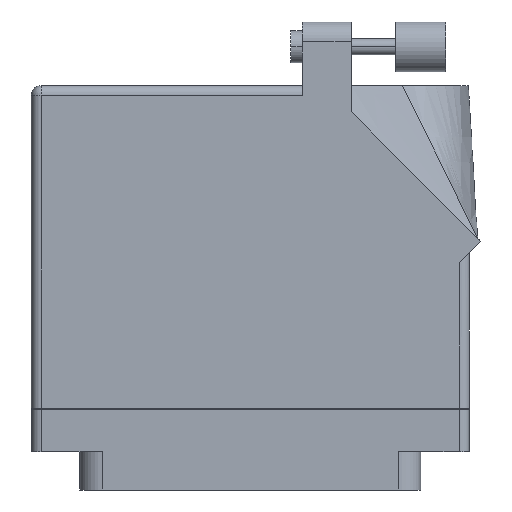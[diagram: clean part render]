
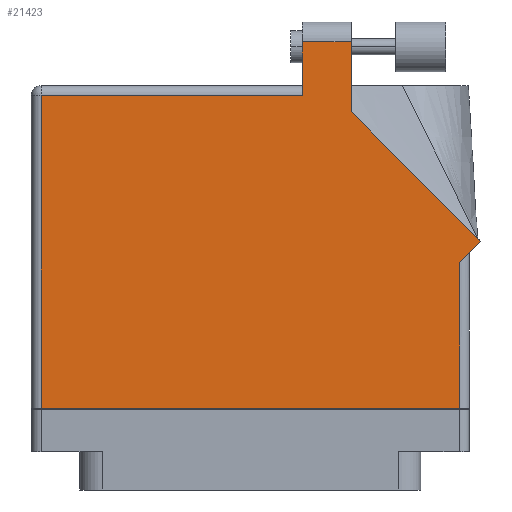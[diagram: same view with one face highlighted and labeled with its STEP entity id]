
A CAD part, front view. The second image highlights one B-rep face of the part: STEP entity #21423.
In plain terms, the highlighted face is planar.
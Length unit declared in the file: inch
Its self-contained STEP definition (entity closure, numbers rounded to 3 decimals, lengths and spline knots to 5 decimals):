
#1445 = LINE ( 'NONE', #70580, #72422 ) ;
#1885 = ORIENTED_EDGE ( 'NONE', *, *, #78356, .T. ) ;
#2263 = VERTEX_POINT ( 'NONE', #77869 ) ;
#3862 = ORIENTED_EDGE ( 'NONE', *, *, #16028, .T. ) ;
#4011 = DIRECTION ( 'NONE',  ( 1., 0., 0. ) ) ;
#5117 = LINE ( 'NONE', #35849, #23913 ) ;
#5772 = EDGE_CURVE ( 'NONE', #2263, #65586, #20413, .T. ) ;
#7462 = ORIENTED_EDGE ( 'NONE', *, *, #5772, .T. ) ;
#9303 = DIRECTION ( 'NONE',  ( 0., 1., 0. ) ) ;
#9571 = LINE ( 'NONE', #9614, #46041 ) ;
#9614 = CARTESIAN_POINT ( 'NONE',  ( -1.3155, -0.1, 0.765 ) ) ;
#9669 = AXIS2_PLACEMENT_3D ( 'NONE', #11617, #64974, #31717 ) ;
#9767 = ORIENTED_EDGE ( 'NONE', *, *, #64725, .T. ) ;
#11617 = CARTESIAN_POINT ( 'NONE',  ( -1.3775, 1.93, 0.765 ) ) ;
#12793 = CARTESIAN_POINT ( 'NONE',  ( 0.3275, 1.93, 0.765 ) ) ;
#14482 = LINE ( 'NONE', #70551, #48919 ) ;
#14932 = CARTESIAN_POINT ( 'NONE',  ( -1.3155, -0.1, 0.765 ) ) ;
#16028 = EDGE_CURVE ( 'NONE', #49212, #79906, #25079, .T. ) ;
#17099 = VERTEX_POINT ( 'NONE', #21122 ) ;
#17716 = CARTESIAN_POINT ( 'NONE',  ( 0.6345, 1.76442, 0.765 ) ) ;
#19453 = PLANE ( 'NONE',  #9669 ) ;
#20413 = LINE ( 'NONE', #85359, #42298 ) ;
#20701 = EDGE_LOOP ( 'NONE', ( #45998, #39297, #3862, #1885, #76734, #35379, #22547, #9767, #7462 ) ) ;
#21122 = CARTESIAN_POINT ( 'NONE',  ( 1.3155, -0.1, 0.765 ) ) ;
#21423 = ADVANCED_FACE ( 'NONE', ( #24298 ), #19453, .F. ) ;
#22547 = ORIENTED_EDGE ( 'NONE', *, *, #75284, .T. ) ;
#23315 = DIRECTION ( 'NONE',  ( -0.707, 0.707, 0. ) ) ;
#23491 = CARTESIAN_POINT ( 'NONE',  ( 1.3775, 0.88, 0.765 ) ) ;
#23913 = VECTOR ( 'NONE', #9303, 39.37008 ) ;
#24298 = FACE_OUTER_BOUND ( 'NONE', #20701, .T. ) ;
#25079 = LINE ( 'NONE', #12793, #58421 ) ;
#26559 = CARTESIAN_POINT ( 'NONE',  ( -1.3155, 1.868, 0.765 ) ) ;
#27042 = EDGE_CURVE ( 'NONE', #63165, #76595, #9571, .T. ) ;
#27182 = VERTEX_POINT ( 'NONE', #39842 ) ;
#29013 = EDGE_CURVE ( 'NONE', #65586, #54719, #5117, .T. ) ;
#31717 = DIRECTION ( 'NONE',  ( -1., 0., 0. ) ) ;
#33058 = LINE ( 'NONE', #50272, #59153 ) ;
#34510 = LINE ( 'NONE', #80571, #50177 ) ;
#35379 = ORIENTED_EDGE ( 'NONE', *, *, #38873, .T. ) ;
#35657 = CARTESIAN_POINT ( 'NONE',  ( 0.6345, 2.205, 0.765 ) ) ;
#35849 = CARTESIAN_POINT ( 'NONE',  ( 0.6345, 1.76442, 0.765 ) ) ;
#38873 = EDGE_CURVE ( 'NONE', #76595, #17099, #14482, .T. ) ;
#39297 = ORIENTED_EDGE ( 'NONE', *, *, #52408, .T. ) ;
#39842 = CARTESIAN_POINT ( 'NONE',  ( 1.3155, 0.818, 0.765 ) ) ;
#40956 = LINE ( 'NONE', #23491, #75490 ) ;
#42298 = VECTOR ( 'NONE', #23315, 39.37008 ) ;
#45998 = ORIENTED_EDGE ( 'NONE', *, *, #29013, .T. ) ;
#46041 = VECTOR ( 'NONE', #83318, 39.37008 ) ;
#46753 = DIRECTION ( 'NONE',  ( 0., 1., 0. ) ) ;
#48919 = VECTOR ( 'NONE', #4011, 39.37008 ) ;
#49212 = VERTEX_POINT ( 'NONE', #66886 ) ;
#50177 = VECTOR ( 'NONE', #46753, 39.37008 ) ;
#50272 = CARTESIAN_POINT ( 'NONE',  ( -1.3775, 1.868, 0.765 ) ) ;
#52408 = EDGE_CURVE ( 'NONE', #54719, #49212, #1445, .T. ) ;
#54719 = VERTEX_POINT ( 'NONE', #35657 ) ;
#58421 = VECTOR ( 'NONE', #59416, 39.37008 ) ;
#59153 = VECTOR ( 'NONE', #72992, 39.37008 ) ;
#59416 = DIRECTION ( 'NONE',  ( 0., -1., 0. ) ) ;
#63165 = VERTEX_POINT ( 'NONE', #26559 ) ;
#64725 = EDGE_CURVE ( 'NONE', #27182, #2263, #40956, .T. ) ;
#64974 = DIRECTION ( 'NONE',  ( 0., 0., -1. ) ) ;
#65586 = VERTEX_POINT ( 'NONE', #17716 ) ;
#66886 = CARTESIAN_POINT ( 'NONE',  ( 0.3275, 2.205, 0.765 ) ) ;
#70551 = CARTESIAN_POINT ( 'NONE',  ( -1.3775, -0.1, 0.765 ) ) ;
#70580 = CARTESIAN_POINT ( 'NONE',  ( 0.3275, 2.205, 0.765 ) ) ;
#72422 = VECTOR ( 'NONE', #77524, 39.37008 ) ;
#72992 = DIRECTION ( 'NONE',  ( -1., 0., 0. ) ) ;
#75284 = EDGE_CURVE ( 'NONE', #17099, #27182, #34510, .T. ) ;
#75490 = VECTOR ( 'NONE', #76819, 39.37008 ) ;
#76595 = VERTEX_POINT ( 'NONE', #14932 ) ;
#76734 = ORIENTED_EDGE ( 'NONE', *, *, #27042, .T. ) ;
#76819 = DIRECTION ( 'NONE',  ( 0.707, 0.707, 0. ) ) ;
#77524 = DIRECTION ( 'NONE',  ( -1., 0., 0. ) ) ;
#77869 = CARTESIAN_POINT ( 'NONE',  ( 1.44821, 0.95071, 0.765 ) ) ;
#78356 = EDGE_CURVE ( 'NONE', #79906, #63165, #33058, .T. ) ;
#79906 = VERTEX_POINT ( 'NONE', #80311 ) ;
#80311 = CARTESIAN_POINT ( 'NONE',  ( 0.3275, 1.868, 0.765 ) ) ;
#80571 = CARTESIAN_POINT ( 'NONE',  ( 1.3155, 0.88, 0.765 ) ) ;
#83318 = DIRECTION ( 'NONE',  ( 0., -1., 0. ) ) ;
#85359 = CARTESIAN_POINT ( 'NONE',  ( 1.44821, 0.95071, 0.765 ) ) ;
